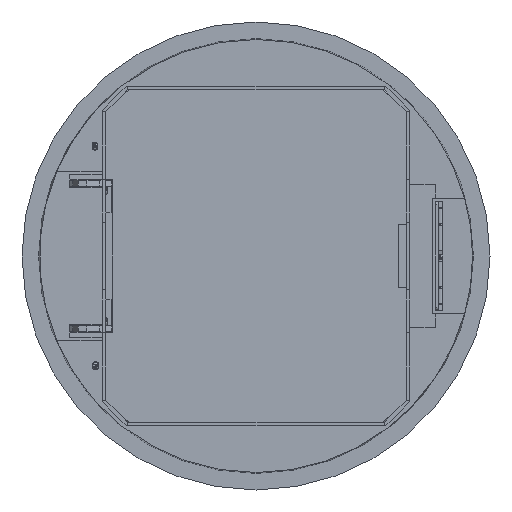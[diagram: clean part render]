
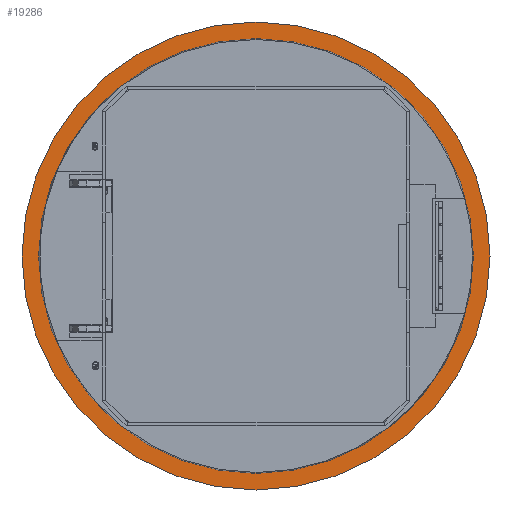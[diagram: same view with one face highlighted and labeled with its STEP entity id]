
A CAD part, front view. The second image highlights one B-rep face of the part: STEP entity #19286.
In plain terms, the highlighted planar face has unit normal (0, -1, 0).
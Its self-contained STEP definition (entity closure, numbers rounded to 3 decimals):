
#236 = DIRECTION ( 'NONE',  ( 0., 0., -1. ) ) ;
#290 = PLANE ( 'NONE',  #4605 ) ;
#366 = CARTESIAN_POINT ( 'NONE',  ( 0., -3., -150.496 ) ) ;
#996 = CARTESIAN_POINT ( 'NONE',  ( 0., -3., 0. ) ) ;
#1386 = DIRECTION ( 'NONE',  ( 0., -1., 0. ) ) ;
#1449 = AXIS2_PLACEMENT_3D ( 'NONE', #21012, #1386, #19692 ) ;
#1613 = CARTESIAN_POINT ( 'NONE',  ( 0., -3., -162. ) ) ;
#2796 = EDGE_CURVE ( 'NONE', #13472, #4531, #7698, .T. ) ;
#3494 = DIRECTION ( 'NONE',  ( 0., -1., 0. ) ) ;
#4531 = VERTEX_POINT ( 'NONE', #366 ) ;
#4605 = AXIS2_PLACEMENT_3D ( 'NONE', #21544, #18599, #6920 ) ;
#5003 = DIRECTION ( 'NONE',  ( 0., 0., -1. ) ) ;
#5177 = CARTESIAN_POINT ( 'NONE',  ( 0., -3., 150.496 ) ) ;
#5544 = ORIENTED_EDGE ( 'NONE', *, *, #2796, .F. ) ;
#5579 = VERTEX_POINT ( 'NONE', #13810 ) ;
#6071 = CIRCLE ( 'NONE', #12015, 162. ) ;
#6098 = CIRCLE ( 'NONE', #8880, 162. ) ;
#6631 = EDGE_CURVE ( 'NONE', #17486, #5579, #6071, .T. ) ;
#6920 = DIRECTION ( 'NONE',  ( 0., 0., -1. ) ) ;
#6990 = AXIS2_PLACEMENT_3D ( 'NONE', #18432, #3494, #236 ) ;
#7698 = CIRCLE ( 'NONE', #6990, 150.496 ) ;
#8880 = AXIS2_PLACEMENT_3D ( 'NONE', #16794, #18214, #5003 ) ;
#10831 = ORIENTED_EDGE ( 'NONE', *, *, #14365, .F. ) ;
#11118 = DIRECTION ( 'NONE',  ( 0., 0., -1. ) ) ;
#12015 = AXIS2_PLACEMENT_3D ( 'NONE', #996, #16138, #11118 ) ;
#13472 = VERTEX_POINT ( 'NONE', #5177 ) ;
#13587 = EDGE_LOOP ( 'NONE', ( #20109, #15860 ) ) ;
#13623 = CIRCLE ( 'NONE', #1449, 150.496 ) ;
#13810 = CARTESIAN_POINT ( 'NONE',  ( 0., -3., 162. ) ) ;
#14365 = EDGE_CURVE ( 'NONE', #4531, #13472, #13623, .T. ) ;
#15216 = FACE_BOUND ( 'NONE', #19797, .T. ) ;
#15705 = EDGE_CURVE ( 'NONE', #5579, #17486, #6098, .T. ) ;
#15860 = ORIENTED_EDGE ( 'NONE', *, *, #15705, .T. ) ;
#16138 = DIRECTION ( 'NONE',  ( 0., -1., 0. ) ) ;
#16794 = CARTESIAN_POINT ( 'NONE',  ( 0., -3., 0. ) ) ;
#17486 = VERTEX_POINT ( 'NONE', #1613 ) ;
#18214 = DIRECTION ( 'NONE',  ( 0., -1., 0. ) ) ;
#18387 = FACE_OUTER_BOUND ( 'NONE', #13587, .T. ) ;
#18432 = CARTESIAN_POINT ( 'NONE',  ( 0., -3., 0. ) ) ;
#18599 = DIRECTION ( 'NONE',  ( 0., -1., 0. ) ) ;
#19286 = ADVANCED_FACE ( 'NONE', ( #18387, #15216 ), #290, .T. ) ;
#19692 = DIRECTION ( 'NONE',  ( 0., 0., -1. ) ) ;
#19797 = EDGE_LOOP ( 'NONE', ( #5544, #10831 ) ) ;
#20109 = ORIENTED_EDGE ( 'NONE', *, *, #6631, .T. ) ;
#21012 = CARTESIAN_POINT ( 'NONE',  ( 0., -3., 0. ) ) ;
#21544 = CARTESIAN_POINT ( 'NONE',  ( -150.496, -3., 0. ) ) ;
